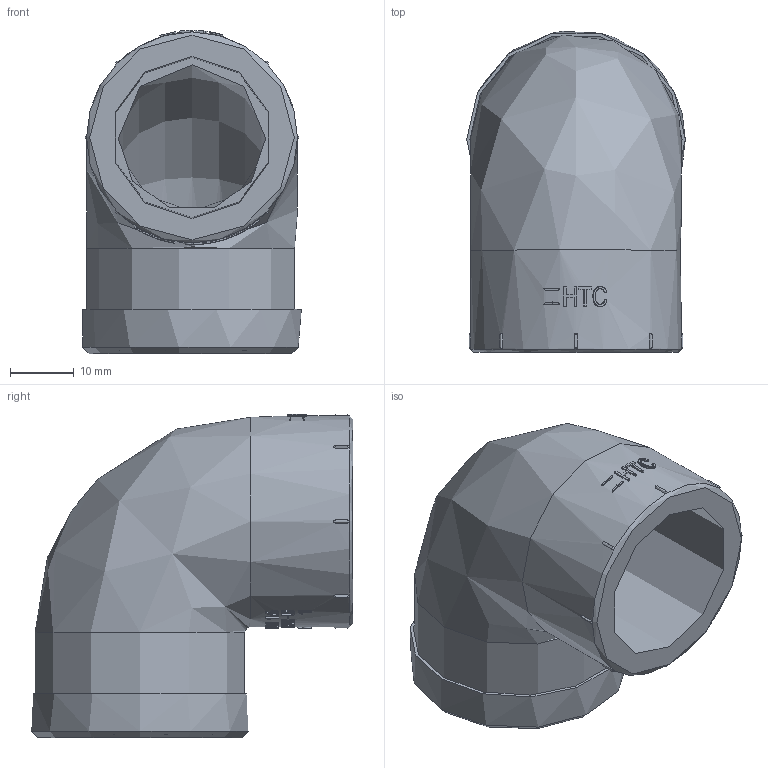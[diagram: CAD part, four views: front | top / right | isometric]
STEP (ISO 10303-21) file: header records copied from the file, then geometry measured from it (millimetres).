
FILE_DESCRIPTION(/* description */ (''),/* implementation_level */ '2;1');
FILE_NAME(/* name */ 'Z6C025025+铁圈.stp',/* time_stamp */ '2025-03-24T09:37:56+08:00',/* author */ (''),/* organization */ (''),/* preprocessor_version */ 'ST-DEVELOPER v16',/* originating_system */ 'SIEMENS PLM Software NX 10.0',/* authorisation */ '');
FILE_SCHEMA (('AUTOMOTIVE_DESIGN { 1 0 10303 214 3 1 1 1 }'));
Length unit declared in the file: millimetre
Products named in the file (1): gelv16D465C6lpbi
Bounding box: 34.2 x 50.28 x 50.55 mm (x, y, z)
Volume: 23451.8 mm3; surface area: 14618.2 mm2
Topology: 2 solids, 2 shells, 1766 faces, 5073 edges, 3334 vertices
Faces by surface type: bspline 1444, plane 164, cylinder 120, sphere 32, torus 5, cone 1
Full cylindrical faces by diameter (mm): 26.441 x8, 27.1 x1, 29 x1, 33 x2, 33.2 x1, 34.2 x1
Entity records: 95397 total; most frequent: CARTESIAN_POINT 52521, ORIENTED_EDGE 9980, DIRECTION 8634, EDGE_CURVE 4990, AXIS2_PLACEMENT_3D 3450, VERTEX_POINT 3309, ELLIPSE 2845, EDGE_LOOP 1833
